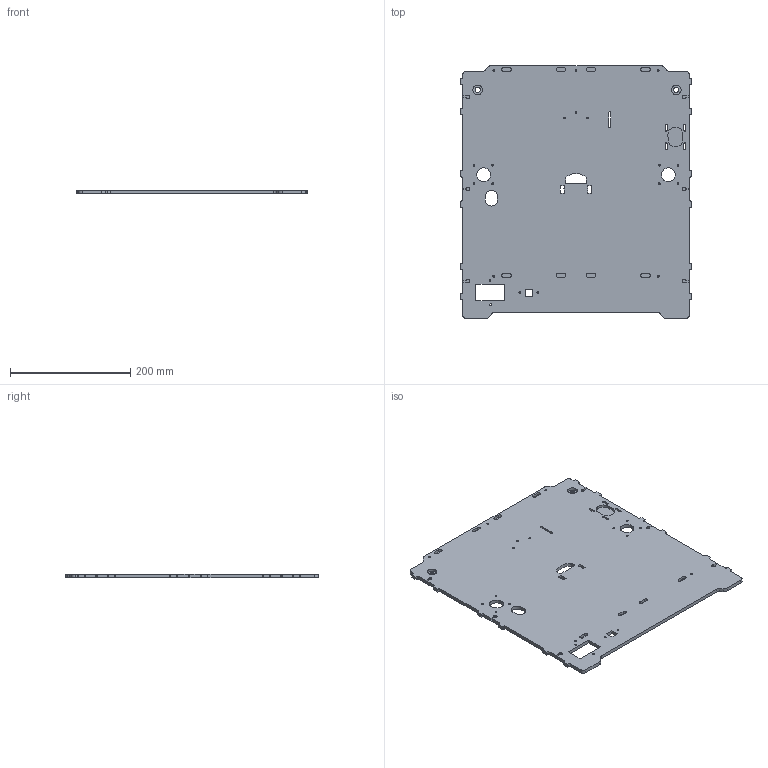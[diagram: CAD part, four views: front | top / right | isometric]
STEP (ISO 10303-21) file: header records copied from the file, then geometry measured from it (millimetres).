
FILE_DESCRIPTION(('none'),'2,1');
FILE_NAME('','Sat Jan 07 22:31:49 2017',('Unknown author'),(''),'HOOPS Exchange','Windows','Unknown authorisation');
FILE_SCHEMA( ('AUTOMOTIVE_DESIGN { 1 0 10303 214 1 1 1 1 }') );
Length unit declared in the file: millimetre
Products named in the file (2): panel_trasero_v2; Predeterminado
Assembly tree (1 placements, depth 2):
  panel_trasero_v2
    Predeterminado
Bounding box: 385 x 420 x 6 mm (x, y, z)
Volume: 897828.2 mm3; surface area: 320916 mm2
Topology: 1 solids, 1 shells, 375 faces, 1052 edges, 690 vertices
Faces by surface type: cylinder 181, plane 160, cone 34
Entity records: 24355 total; most frequent: CARTESIAN_POINT 7130, DIRECTION 2204, DEFINITIONAL_REPRESENTATION 2104, PCURVE 2104, ORIENTED_EDGE 2104, B_SPLINE_CURVE_WITH_KNOTS 1742, INTERSECTION_CURVE 1052, EDGE_CURVE 1052
